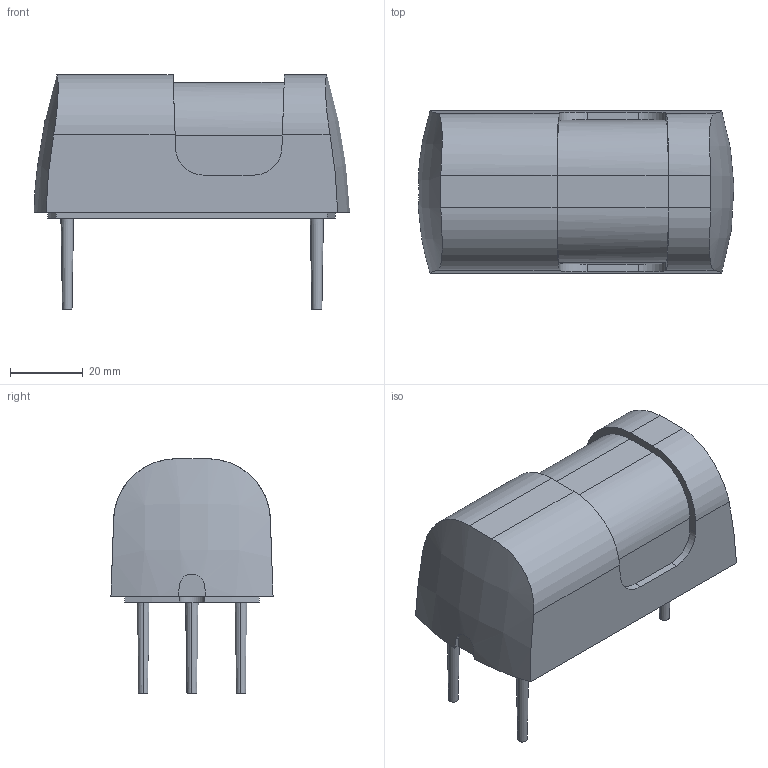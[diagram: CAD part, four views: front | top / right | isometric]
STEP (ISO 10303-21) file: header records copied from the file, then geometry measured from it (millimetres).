
FILE_DESCRIPTION(('Creo Elements/Direct Modeling STEP Export'),'2;1');
FILE_NAME('PD83-Metal-Simpel.stp','2017-01-27T 9:59:42',('Palle Edslev '),('EDSLEV A/S'),'Creo Elements/Direct Modeling STEP processor for AP214 (Solid Model)','Creo Elements/Direct Modeling 18.1H 24-Oct-2015 (C) Parametric Technology GmbH','');
FILE_SCHEMA(('AUTOMOTIVE_DESIGN { 1 0 10303 214 1 1 1 1 }'));
Length unit declared in the file: millimetre
Products named in the file (2): PD86-Metal-simpel
Assembly tree (1 placements, depth 2):
  PD86-Metal-simpel
    PD86-Metal-simpel
Bounding box: 86.65 x 44.49 x 64.3 mm (x, y, z)
Volume: 122240.5 mm3; surface area: 16070.9 mm2
Topology: 1 solids, 1 shells, 46 faces, 120 edges, 80 vertices
Faces by surface type: plane 23, cylinder 12, cone 6, torus 5
Entity records: 3129 total; most frequent: CARTESIAN_POINT 1629, ORIENTED_EDGE 240, DIRECTION 201, EDGE_CURVE 120, VERTEX_POINT 80, AXIS2_PLACEMENT_3D 72, VECTOR 57, LINE 57
